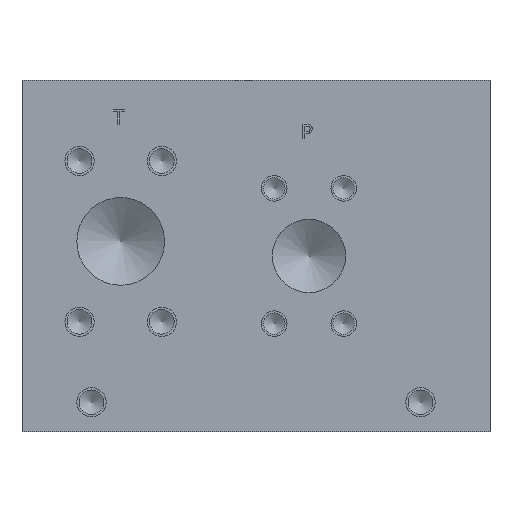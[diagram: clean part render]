
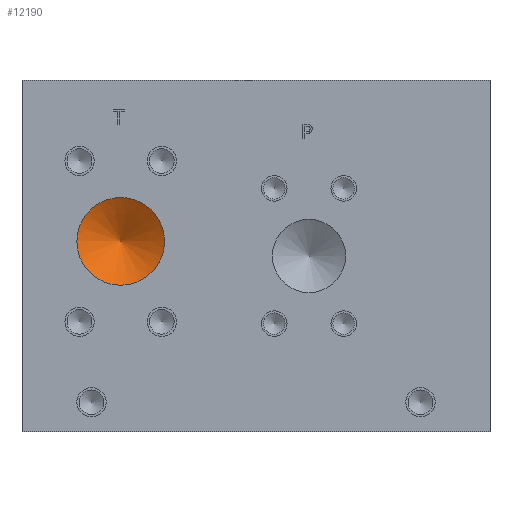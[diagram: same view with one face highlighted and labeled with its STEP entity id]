
A CAD part, left-side view. The second image highlights one B-rep face of the part: STEP entity #12190.
In plain terms, the highlighted conical face has half-angle 60 degrees and reference radius 9.525 mm.
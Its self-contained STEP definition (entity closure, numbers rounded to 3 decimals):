
#128=CONICAL_SURFACE('',#12891,9.525,1.047);
#338=CIRCLE('',#12892,19.05);
#339=CIRCLE('',#12893,19.05);
#1511=FACE_OUTER_BOUND('',#2244,.T.);
#2244=EDGE_LOOP('',(#10586,#10587,#10588,#10589));
#3408=LINE('',#20561,#4519);
#4519=VECTOR('',#15346,9.525);
#5862=VERTEX_POINT('',#20557);
#5863=VERTEX_POINT('',#20558);
#5864=VERTEX_POINT('',#20560);
#7495=EDGE_CURVE('',#5862,#5863,#338,.T.);
#7496=EDGE_CURVE('',#5863,#5864,#3408,.T.);
#7497=EDGE_CURVE('',#5863,#5862,#339,.T.);
#10586=ORIENTED_EDGE('',*,*,#7495,.T.);
#10587=ORIENTED_EDGE('',*,*,#7496,.T.);
#10588=ORIENTED_EDGE('',*,*,#7496,.F.);
#10589=ORIENTED_EDGE('',*,*,#7497,.T.);
#12190=ADVANCED_FACE('',(#1511),#128,.F.);
#12891=AXIS2_PLACEMENT_3D('',#20556,#15342,#15343);
#12892=AXIS2_PLACEMENT_3D('',#20559,#15344,#15345);
#12893=AXIS2_PLACEMENT_3D('',#20562,#15347,#15348);
#15342=DIRECTION('center_axis',(-1.,0.,0.));
#15343=DIRECTION('ref_axis',(0.,1.,0.));
#15344=DIRECTION('center_axis',(-1.,0.,0.));
#15345=DIRECTION('ref_axis',(0.,1.,0.));
#15346=DIRECTION('',(0.5,0.866,0.));
#15347=DIRECTION('center_axis',(-1.,0.,0.));
#15348=DIRECTION('ref_axis',(0.,1.,0.));
#20556=CARTESIAN_POINT('Origin',(16.498,160.35,82.55));
#20557=CARTESIAN_POINT('',(10.999,179.4,82.55));
#20558=CARTESIAN_POINT('',(10.999,141.3,82.55));
#20559=CARTESIAN_POINT('Origin',(10.999,160.35,82.55));
#20560=CARTESIAN_POINT('',(21.997,160.35,82.55));
#20561=CARTESIAN_POINT('',(16.498,150.825,82.55));
#20562=CARTESIAN_POINT('Origin',(10.999,160.35,82.55));
